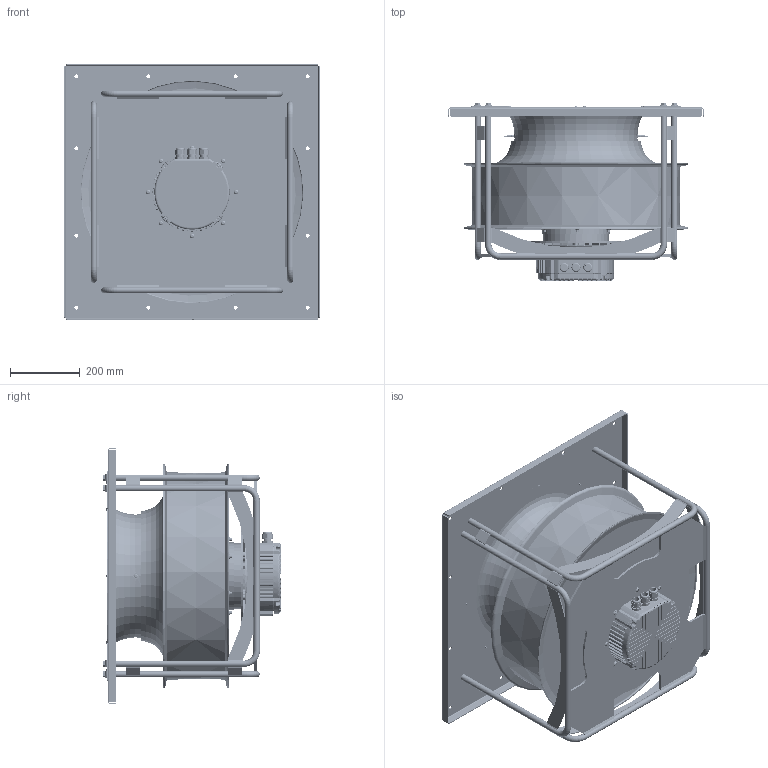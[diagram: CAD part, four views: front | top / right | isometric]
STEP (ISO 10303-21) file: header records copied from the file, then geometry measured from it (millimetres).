
FILE_DESCRIPTION((''),'2;1');
FILE_NAME('1171829_ASM','2023-12-21T14:23:21',('mkulawiak'),(''),'CREO PARAMETRIC BY PTC INC, 2022484','CREO PARAMETRIC BY PTC INC, 2022484','');
FILE_SCHEMA(('CONFIG_CONTROL_DESIGN'));
Length unit declared in the file: millimetre
Products named in the file (42): 1195809; 1172596; 1172597; 1196435_ASM; 1171819; 1173619; 1173620; 1195167; 1111787; 1194453_ASM; 1171831; 1193921; 1193922; FILLET_WELD_ID_1315; 1194432; 1210520; FILLET_WELD_ID_8131; FILLET_WELD_ID_8251; FILLET_WELD_ID_9297; FILLET_WELD_ID_9320; FILLET_WELD_ID_9347; FILLET_WELD_ID_9370; FILLET_WELD_ID_9397; FILLET_WELD_ID_9420; FILLET_WELD_ID_10054; FILLET_WELD_ID_10284; FILLET_WELD_ID_10329; FILLET_WELD_ID_10374; 1212021; FILLET_WELD_ID_11064; FILLET_WELD_ID_11484; FILLET_WELD_ID_11687; FILLET_WELD_ID_11788; FILLET_WELD_ID_11831; FILLET_WELD_ID_11932; FILLET_WELD_ID_11975; FILLET_WELD_ID_12076; 1210838_ASM; 1195169; 1210435 ...
Assembly tree (94 placements, depth 4):
  1171829_ASM
    1194453_ASM
      1195809
      1196435_ASM
        1172596
        1172597
      1171819
      1173619  x2
      1173620  x2
      1195167  x6
      1111787  x2
    1171831
    1210838_ASM
      1193921  x4
      1193922
      FILLET_WELD_ID_1315
      1194432  x8
      1210520  x8
      FILLET_WELD_ID_8131
      FILLET_WELD_ID_8251
      FILLET_WELD_ID_9297
      FILLET_WELD_ID_9320
      FILLET_WELD_ID_9347
      FILLET_WELD_ID_9370
      FILLET_WELD_ID_9397
      FILLET_WELD_ID_9420
      FILLET_WELD_ID_10054
      FILLET_WELD_ID_10284
      FILLET_WELD_ID_10329
      FILLET_WELD_ID_10374
      1212021  x4
      FILLET_WELD_ID_11064
      FILLET_WELD_ID_11484
      FILLET_WELD_ID_11687
      FILLET_WELD_ID_11788
      FILLET_WELD_ID_11831
      FILLET_WELD_ID_11932
      FILLET_WELD_ID_11975
      FILLET_WELD_ID_12076
    1195167  x8
    1195169  x8
    1210435  x4
    1210529  x8
Bounding box: 730 x 507.5 x 730 mm (x, y, z)
Volume: 61722104.1 mm3; surface area: 5053266 mm2
Topology: 129 solids, 160 shells, 6822 faces, 18510 edges, 11739 vertices
Faces by surface type: plane 3177, cylinder 2566, torus 435, cone 364, sphere 178, bspline 102
Entity records: 134399 total; most frequent: CARTESIAN_POINT 33860, DIRECTION 21335, ORIENTED_EDGE 20954, EDGE_CURVE 10585, AXIS2_PLACEMENT_3D 8235, VERTEX_POINT 6797, VECTOR 4865, LINE 4865
